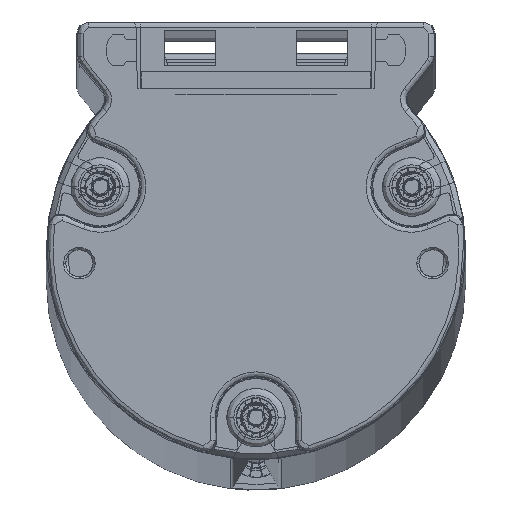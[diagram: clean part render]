
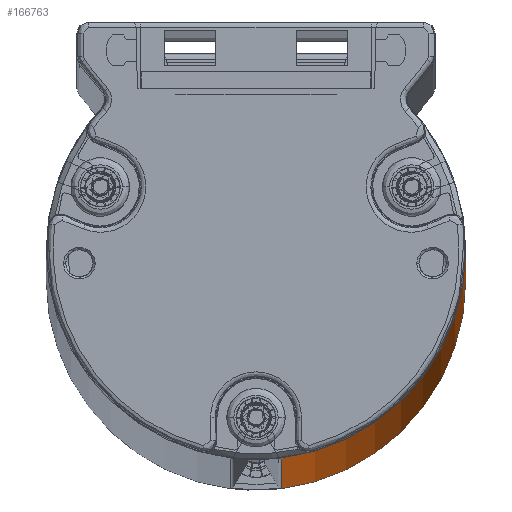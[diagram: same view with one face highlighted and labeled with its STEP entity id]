
A CAD part, top view. The second image highlights one B-rep face of the part: STEP entity #166763.
In plain terms, the highlighted cylindrical face has radius 19 mm (diameter 38 mm), a partial arc.
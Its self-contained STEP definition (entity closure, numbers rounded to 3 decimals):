
#47677=CARTESIAN_POINT('',(0.,0.,-1588.95));
#47678=DIRECTION('',(0.,0.,1.));
#47679=DIRECTION('',(0.122,-0.992,0.));
#47680=AXIS2_PLACEMENT_3D('',#47677,#47678,#47679);
#47682=DIRECTION('',(0.,0.,-1.));
#47683=VECTOR('',#47682,1588.95);
#47684=CARTESIAN_POINT('',(2.323,-18.857,
0.));
#47685=LINE('',#47684,#47683);
#47686=CARTESIAN_POINT('',(0.,0.,0.));
#47687=DIRECTION('',(0.,0.,-1.));
#47688=DIRECTION('',(0.951,0.308,0.));
#47689=AXIS2_PLACEMENT_3D('',#47686,#47687,#47688);
#47691=DIRECTION('',(0.,0.,1.));
#47692=VECTOR('',#47691,1588.95);
#47693=CARTESIAN_POINT('',(18.075,5.857,-1588.95));
#47694=LINE('',#47693,#47692);
#137382=CARTESIAN_POINT('',(18.075,5.857,0.));
#137383=CARTESIAN_POINT('',(2.323,-18.857,0.));
#137384=VERTEX_POINT('',#137382);
#137385=VERTEX_POINT('',#137383);
#137955=CARTESIAN_POINT('',(2.323,-18.857,-1588.95));
#137956=CARTESIAN_POINT('',(18.075,5.857,-1588.95));
#137957=VERTEX_POINT('',#137955);
#137958=VERTEX_POINT('',#137956);
#166751=CARTESIAN_POINT('',(0.,0.,0.));
#166752=DIRECTION('',(0.,0.,1.));
#166753=DIRECTION('',(1.,0.,0.));
#166754=AXIS2_PLACEMENT_3D('',#166751,#166752,#166753);
#166755=CYLINDRICAL_SURFACE('',#166754,19.);
#166756=ORIENTED_EDGE('',*,*,#146728,.F.);
#166758=ORIENTED_EDGE('',*,*,#166757,.F.);
#166759=ORIENTED_EDGE('',*,*,#146179,.F.);
#166760=ORIENTED_EDGE('',*,*,#166744,.F.);
#166761=EDGE_LOOP('',(#166756,#166758,#166759,#166760));
#166762=FACE_OUTER_BOUND('',#166761,.F.);
#166763=ADVANCED_FACE('',(#166762),#166755,.T.);
#47681=CIRCLE('',#47680,19.);
#47690=CIRCLE('',#47689,19.);
#146179=EDGE_CURVE('',#137384,#137385,#47690,.T.);
#146728=EDGE_CURVE('',#137957,#137958,#47681,.T.);
#166744=EDGE_CURVE('',#137958,#137384,#47694,.T.);
#166757=EDGE_CURVE('',#137385,#137957,#47685,.T.);
